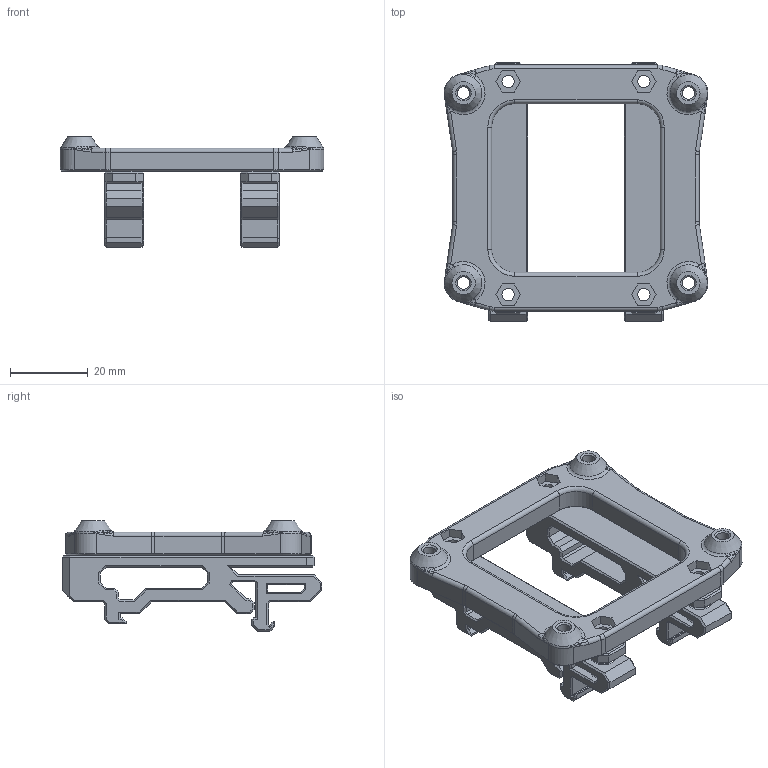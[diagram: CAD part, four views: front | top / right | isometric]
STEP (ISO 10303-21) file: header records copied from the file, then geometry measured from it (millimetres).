
FILE_DESCRIPTION(/* description */ (''),/* implementation_level */ '2;1');
FILE_NAME(/* name */ 'Sturdiest Pi DIN Mount.step',/* time_stamp */ '2022-09-27T16:59:51Z',/* author */ (''),/* organization */ (''),/* preprocessor_version */ 'ST-DEVELOPER v19',/* originating_system */ 'Autodesk Translation Framework v11.7.0.108',/* authorisation */ '');
FILE_SCHEMA (('AUTOMOTIVE_DESIGN { 1 0 10303 214 3 1 1 }'));
Length unit declared in the file: millimetre
Products named in the file (2): Sturdiest Pi DIN Mount; DIN Clip
Assembly tree (2 placements, depth 2):
  Sturdiest Pi DIN Mount
    DIN Clip  x2
Bounding box: 68 x 67 x 28.6 mm (x, y, z)
Volume: 24151.5 mm3; surface area: 16654.8 mm2
Topology: 3 solids, 3 shells, 874 faces, 2254 edges, 1398 vertices
Faces by surface type: plane 604, bspline 162, cylinder 48, cone 40, torus 20
Full cylindrical faces by diameter (mm): 3.2 x8, 3.5 x4, 6.5 x4
Entity records: 28547 total; most frequent: CARTESIAN_POINT 15574, ORIENTED_EDGE 2882, DIRECTION 2334, EDGE_CURVE 1441, LINE 948, VECTOR 948, VERTEX_POINT 901, AXIS2_PLACEMENT_3D 693
